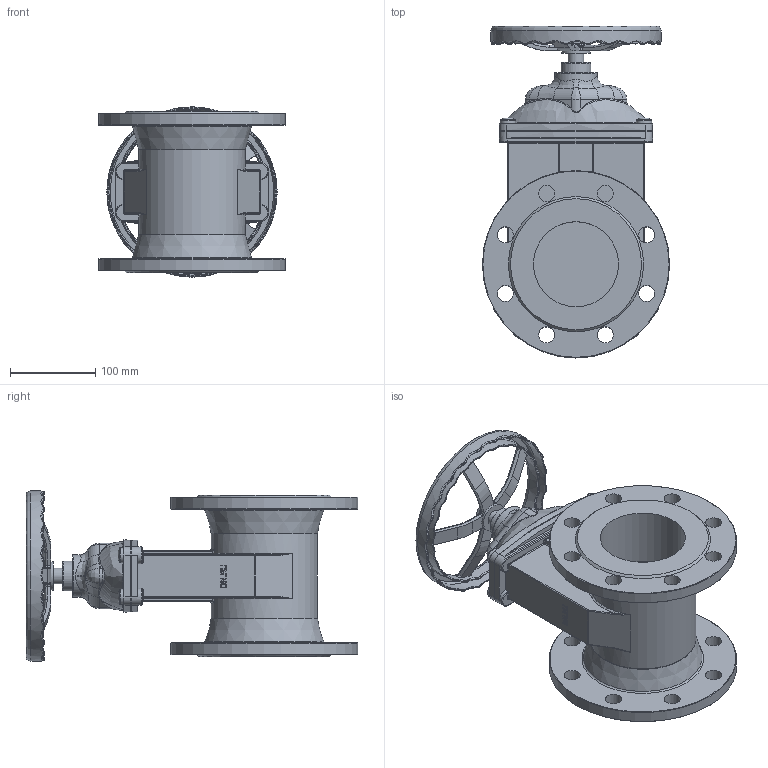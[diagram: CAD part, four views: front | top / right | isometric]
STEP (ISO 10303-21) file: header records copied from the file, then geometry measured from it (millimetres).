
FILE_DESCRIPTION(/* description */ (''),/* implementation_level */ '2;1');
FILE_NAME(/* name */ 'DN100_3D_STEP.stp',/* time_stamp */ '2025-09-18T23:07:14+03:00',/* author */ ('igorr'),/* organization */ (''),/* preprocessor_version */ 'ST-DEVELOPER v20',/* originating_system */ 'Autodesk Inventor 2025',/* authorisation */ '');
FILE_SCHEMA (('AUTOMOTIVE_DESIGN { 1 0 10303 214 3 1 1 }'));
Length unit declared in the file: millimetre
Products named in the file (5): Сборка_Чертежная; Деталь1; Rivet GB/T 1015-1986-6 X 12; Деталь1_1; AS 1110 - M10 x 16
Assembly tree (7 placements, depth 2):
  Сборка_Чертежная
    Деталь1
    Rivet GB/T 1015-1986-6 X 12  x4
    Деталь1_1
    AS 1110 - M10 x 16
Bounding box: 220 x 390 x 199.99 mm (x, y, z)
Volume: 3619470.1 mm3; surface area: 451273.6 mm2
Topology: 7 solids, 7 shells, 825 faces, 2025 edges, 1227 vertices
Faces by surface type: bspline 288, cylinder 230, plane 201, torus 74, cone 24, sphere 8
Full cylindrical faces by diameter (mm): 4.66 x4, 6 x4, 10 x9, 10.62 x4, 16 x1, 17.778 x1, 18 x5, 19 x16, 22.222 x1, 28.889 x1, 33.333 x1, 35 x1, 50 x1, 100 x2, 125 x1, 172.74 x1, 177.184 x1, 195.554 x1, 199.998 x1, 220 x2
Entity records: 37016 total; most frequent: CARTESIAN_POINT 18667, ORIENTED_EDGE 3888, DIRECTION 3209, EDGE_CURVE 1944, AXIS2_PLACEMENT_3D 1323, VERTEX_POINT 1185, EDGE_LOOP 875, FACE_OUTER_BOUND 792
